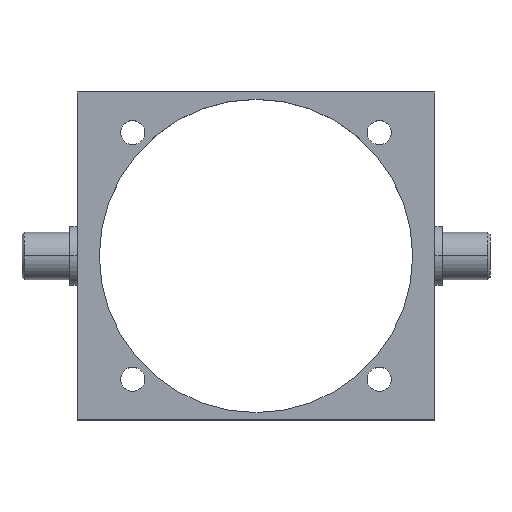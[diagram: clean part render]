
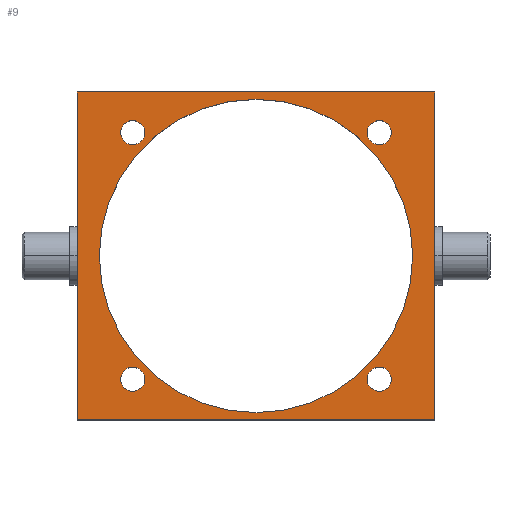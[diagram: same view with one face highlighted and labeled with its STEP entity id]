
A CAD part, top view. The second image highlights one B-rep face of the part: STEP entity #9.
In plain terms, the highlighted planar face has unit normal (0, 0, 1).
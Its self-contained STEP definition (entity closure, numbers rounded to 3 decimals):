
#9 = ADVANCED_FACE ( 'NONE', ( #2146, #2129, #2148, #2150, #2141, #2145 ), #1402, .T. ) ;
#43 = CIRCLE ( 'NONE', #1206, 8.125 ) ;
#45 = CIRCLE ( 'NONE', #1207, 8.125 ) ;
#64 = CIRCLE ( 'NONE', #1214, 8.125 ) ;
#89 = DIRECTION ( 'NONE',  ( 0., 0., 1. ) ) ;
#90 = DIRECTION ( 'NONE',  ( 1., 0., 0. ) ) ;
#97 = DIRECTION ( 'NONE',  ( 0., -1., 0. ) ) ;
#112 = CARTESIAN_POINT ( 'NONE',  ( -120., 110., 20. ) ) ;
#151 = CARTESIAN_POINT ( 'NONE',  ( 0., 0., 20. ) ) ;
#152 = DIRECTION ( 'NONE',  ( 1., 0., 0. ) ) ;
#153 = DIRECTION ( 'NONE',  ( 0., 0., 1. ) ) ;
#154 = DIRECTION ( 'NONE',  ( 1., 0., 0. ) ) ;
#155 = CARTESIAN_POINT ( 'NONE',  ( 0., 0., 20. ) ) ;
#156 = DIRECTION ( 'NONE',  ( 0., 0., 1. ) ) ;
#184 = DIRECTION ( 'NONE',  ( 1., 0., 0. ) ) ;
#185 = DIRECTION ( 'NONE',  ( 0., 0., 1. ) ) ;
#187 = DIRECTION ( 'NONE',  ( 1., 0., 0. ) ) ;
#188 = DIRECTION ( 'NONE',  ( 0., 0., 1. ) ) ;
#191 = CARTESIAN_POINT ( 'NONE',  ( -82.75, -82.75, 20. ) ) ;
#245 = CARTESIAN_POINT ( 'NONE',  ( 82.75, 82.75, 20. ) ) ;
#276 = DIRECTION ( 'NONE',  ( 0., 1., 0. ) ) ;
#278 = CARTESIAN_POINT ( 'NONE',  ( 120., 110., 20. ) ) ;
#433 = CARTESIAN_POINT ( 'NONE',  ( -82.75, 82.75, 20. ) ) ;
#440 = DIRECTION ( 'NONE',  ( 0., 0., 1. ) ) ;
#441 = DIRECTION ( 'NONE',  ( 1., 0., 0. ) ) ;
#450 = CARTESIAN_POINT ( 'NONE',  ( 120., 110., 20. ) ) ;
#452 = CARTESIAN_POINT ( 'NONE',  ( -90.875, -82.75, 20. ) ) ;
#454 = CARTESIAN_POINT ( 'NONE',  ( 74.625, 82.75, 20. ) ) ;
#455 = CARTESIAN_POINT ( 'NONE',  ( -74.625, -82.75, 20. ) ) ;
#456 = CARTESIAN_POINT ( 'NONE',  ( -90.875, 82.75, 20. ) ) ;
#472 = CARTESIAN_POINT ( 'NONE',  ( -120., -110., 20. ) ) ;
#479 = CARTESIAN_POINT ( 'NONE',  ( -74.625, 82.75, 20. ) ) ;
#481 = CARTESIAN_POINT ( 'NONE',  ( 120., -110., 20. ) ) ;
#490 = CARTESIAN_POINT ( 'NONE',  ( 90.875, 82.75, 20. ) ) ;
#509 = CARTESIAN_POINT ( 'NONE',  ( 82.75, -82.75, 20. ) ) ;
#539 = CARTESIAN_POINT ( 'NONE',  ( -105.1, 0., 20. ) ) ;
#594 = CARTESIAN_POINT ( 'NONE',  ( -120., -110., 20. ) ) ;
#667 = CARTESIAN_POINT ( 'NONE',  ( -120., 110., 20. ) ) ;
#672 = DIRECTION ( 'NONE',  ( 1., 0., 0. ) ) ;
#710 = DIRECTION ( 'NONE',  ( -1., 0., 0. ) ) ;
#714 = CARTESIAN_POINT ( 'NONE',  ( -82.75, 82.75, 20. ) ) ;
#715 = DIRECTION ( 'NONE',  ( 0., 0., 1. ) ) ;
#721 = DIRECTION ( 'NONE',  ( 1., 0., 0. ) ) ;
#762 = DIRECTION ( 'NONE',  ( 1., 0., 0. ) ) ;
#764 = DIRECTION ( 'NONE',  ( 0., 0., 1. ) ) ;
#766 = CARTESIAN_POINT ( 'NONE',  ( 82.75, -82.75, 20. ) ) ;
#780 = DIRECTION ( 'NONE',  ( 1., 0., 0. ) ) ;
#781 = DIRECTION ( 'NONE',  ( 0., 0., 1. ) ) ;
#787 = CARTESIAN_POINT ( 'NONE',  ( 82.75, 82.75, 20. ) ) ;
#933 = DIRECTION ( 'NONE',  ( 1., 0., 0. ) ) ;
#945 = CARTESIAN_POINT ( 'NONE',  ( -82.75, -82.75, 20. ) ) ;
#951 = DIRECTION ( 'NONE',  ( 0., 0., 1. ) ) ;
#975 = CARTESIAN_POINT ( 'NONE',  ( 105.1, 0., 20. ) ) ;
#1010 = CIRCLE ( 'NONE', #1188, 105.1 ) ;
#1011 = LINE ( 'NONE', #278, #1059 ) ;
#1015 = CIRCLE ( 'NONE', #1186, 8.125 ) ;
#1023 = CIRCLE ( 'NONE', #1179, 8.125 ) ;
#1047 = CIRCLE ( 'NONE', #1190, 105.1 ) ;
#1059 = VECTOR ( 'NONE', #276, 1000. ) ;
#1061 = CIRCLE ( 'NONE', #1156, 8.125 ) ;
#1063 = CARTESIAN_POINT ( 'NONE',  ( 74.625, -82.75, 20. ) ) ;
#1089 = CARTESIAN_POINT ( 'NONE',  ( 90.875, -82.75, 20. ) ) ;
#1091 = CARTESIAN_POINT ( 'NONE',  ( -120., 110., 20. ) ) ;
#1123 = EDGE_CURVE ( 'NONE', #1657, #1596, #2338, .T. ) ;
#1132 = EDGE_CURVE ( 'NONE', #1596, #1616, #2358, .T. ) ;
#1140 = EDGE_CURVE ( 'NONE', #1414, #1657, #2366, .T. ) ;
#1141 = EDGE_CURVE ( 'NONE', #1421, #1614, #2370, .T. ) ;
#1143 = EDGE_CURVE ( 'NONE', #1656, #1661, #2371, .T. ) ;
#1156 = AXIS2_PLACEMENT_3D ( 'NONE', #787, #781, #780 ) ;
#1176 = AXIS2_PLACEMENT_3D ( 'NONE', #766, #764, #762 ) ;
#1178 = AXIS2_PLACEMENT_3D ( 'NONE', #714, #715, #721 ) ;
#1179 = AXIS2_PLACEMENT_3D ( 'NONE', #945, #951, #933 ) ;
#1180 = EDGE_CURVE ( 'NONE', #1621, #1419, #1061, .T. ) ;
#1186 = AXIS2_PLACEMENT_3D ( 'NONE', #509, #89, #90 ) ;
#1188 = AXIS2_PLACEMENT_3D ( 'NONE', #155, #153, #152 ) ;
#1190 = AXIS2_PLACEMENT_3D ( 'NONE', #151, #156, #154 ) ;
#1206 = AXIS2_PLACEMENT_3D ( 'NONE', #245, #188, #187 ) ;
#1207 = AXIS2_PLACEMENT_3D ( 'NONE', #191, #185, #184 ) ;
#1214 = AXIS2_PLACEMENT_3D ( 'NONE', #433, #440, #441 ) ;
#1224 = EDGE_CURVE ( 'NONE', #1420, #1416, #1023, .T. ) ;
#1230 = EDGE_CURVE ( 'NONE', #1661, #1656, #1015, .T. ) ;
#1234 = AXIS2_PLACEMENT_3D ( 'NONE', #1641, #1576, #1579 ) ;
#1236 = EDGE_CURVE ( 'NONE', #1624, #1628, #1047, .T. ) ;
#1237 = EDGE_CURVE ( 'NONE', #1628, #1624, #1010, .T. ) ;
#1244 = EDGE_CURVE ( 'NONE', #1616, #1414, #1011, .T. ) ;
#1303 = EDGE_CURVE ( 'NONE', #1419, #1621, #43, .T. ) ;
#1304 = EDGE_CURVE ( 'NONE', #1416, #1420, #45, .T. ) ;
#1360 = EDGE_CURVE ( 'NONE', #1614, #1421, #64, .T. ) ;
#1402 = PLANE ( 'NONE',  #1234 ) ;
#1414 = VERTEX_POINT ( 'NONE', #450 ) ;
#1416 = VERTEX_POINT ( 'NONE', #452 ) ;
#1419 = VERTEX_POINT ( 'NONE', #454 ) ;
#1420 = VERTEX_POINT ( 'NONE', #455 ) ;
#1421 = VERTEX_POINT ( 'NONE', #456 ) ;
#1576 = DIRECTION ( 'NONE',  ( 0., 0., 1. ) ) ;
#1579 = DIRECTION ( 'NONE',  ( 1., 0., 0. ) ) ;
#1596 = VERTEX_POINT ( 'NONE', #472 ) ;
#1614 = VERTEX_POINT ( 'NONE', #479 ) ;
#1616 = VERTEX_POINT ( 'NONE', #481 ) ;
#1621 = VERTEX_POINT ( 'NONE', #490 ) ;
#1624 = VERTEX_POINT ( 'NONE', #975 ) ;
#1628 = VERTEX_POINT ( 'NONE', #539 ) ;
#1641 = CARTESIAN_POINT ( 'NONE',  ( 120., -110., 20. ) ) ;
#1656 = VERTEX_POINT ( 'NONE', #1063 ) ;
#1657 = VERTEX_POINT ( 'NONE', #1091 ) ;
#1661 = VERTEX_POINT ( 'NONE', #1089 ) ;
#1841 = ORIENTED_EDGE ( 'NONE', *, *, #1304, .F. ) ;
#1845 = ORIENTED_EDGE ( 'NONE', *, *, #1244, .T. ) ;
#1864 = ORIENTED_EDGE ( 'NONE', *, *, #1360, .F. ) ;
#1865 = ORIENTED_EDGE ( 'NONE', *, *, #1143, .F. ) ;
#1892 = ORIENTED_EDGE ( 'NONE', *, *, #1224, .F. ) ;
#1896 = ORIENTED_EDGE ( 'NONE', *, *, #1236, .F. ) ;
#1916 = ORIENTED_EDGE ( 'NONE', *, *, #1132, .T. ) ;
#1919 = ORIENTED_EDGE ( 'NONE', *, *, #1237, .F. ) ;
#1920 = ORIENTED_EDGE ( 'NONE', *, *, #1230, .F. ) ;
#1969 = ORIENTED_EDGE ( 'NONE', *, *, #1303, .F. ) ;
#1970 = ORIENTED_EDGE ( 'NONE', *, *, #1141, .F. ) ;
#1971 = ORIENTED_EDGE ( 'NONE', *, *, #1123, .T. ) ;
#1978 = ORIENTED_EDGE ( 'NONE', *, *, #1140, .T. ) ;
#1981 = ORIENTED_EDGE ( 'NONE', *, *, #1180, .F. ) ;
#2047 = EDGE_LOOP ( 'NONE', ( #1845, #1978, #1971, #1916 ) ) ;
#2048 = EDGE_LOOP ( 'NONE', ( #1920, #1865 ) ) ;
#2051 = EDGE_LOOP ( 'NONE', ( #1892, #1841 ) ) ;
#2094 = EDGE_LOOP ( 'NONE', ( #1981, #1969 ) ) ;
#2098 = EDGE_LOOP ( 'NONE', ( #1864, #1970 ) ) ;
#2105 = EDGE_LOOP ( 'NONE', ( #1919, #1896 ) ) ;
#2129 = FACE_BOUND ( 'NONE', #2048, .T. ) ;
#2141 = FACE_OUTER_BOUND ( 'NONE', #2047, .T. ) ;
#2145 = FACE_BOUND ( 'NONE', #2105, .T. ) ;
#2146 = FACE_BOUND ( 'NONE', #2051, .T. ) ;
#2148 = FACE_BOUND ( 'NONE', #2098, .T. ) ;
#2150 = FACE_BOUND ( 'NONE', #2094, .T. ) ;
#2338 = LINE ( 'NONE', #112, #2348 ) ;
#2348 = VECTOR ( 'NONE', #97, 1000. ) ;
#2358 = LINE ( 'NONE', #594, #2359 ) ;
#2359 = VECTOR ( 'NONE', #672, 1000. ) ;
#2364 = VECTOR ( 'NONE', #710, 1000. ) ;
#2366 = LINE ( 'NONE', #667, #2364 ) ;
#2370 = CIRCLE ( 'NONE', #1178, 8.125 ) ;
#2371 = CIRCLE ( 'NONE', #1176, 8.125 ) ;
